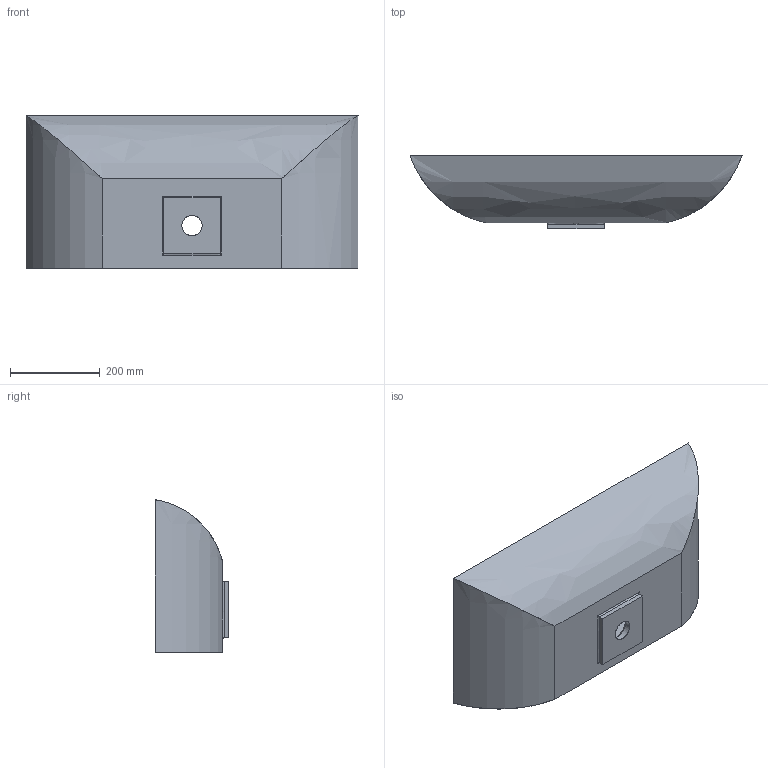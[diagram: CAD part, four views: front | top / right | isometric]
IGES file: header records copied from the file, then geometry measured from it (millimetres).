
Start section: SolidWorks IGES file using analytic representation for surfaces
Global section: file name: Z795-1_bohrung.IGS; native system: SolidWorks 2019; preprocessor: SolidWorks 2019; author: S.Gottwald; date: 190227.085033; units: millimetre
Bounding box: 740 x 163 x 340 mm (x, y, z)
Surface area: 853011.7 mm2 (no closed solid volume)
Topology: 0 solids, 0 shells, 29 faces, 505 edges, 503 vertices
Faces by surface type: revolution 15, bspline 14
